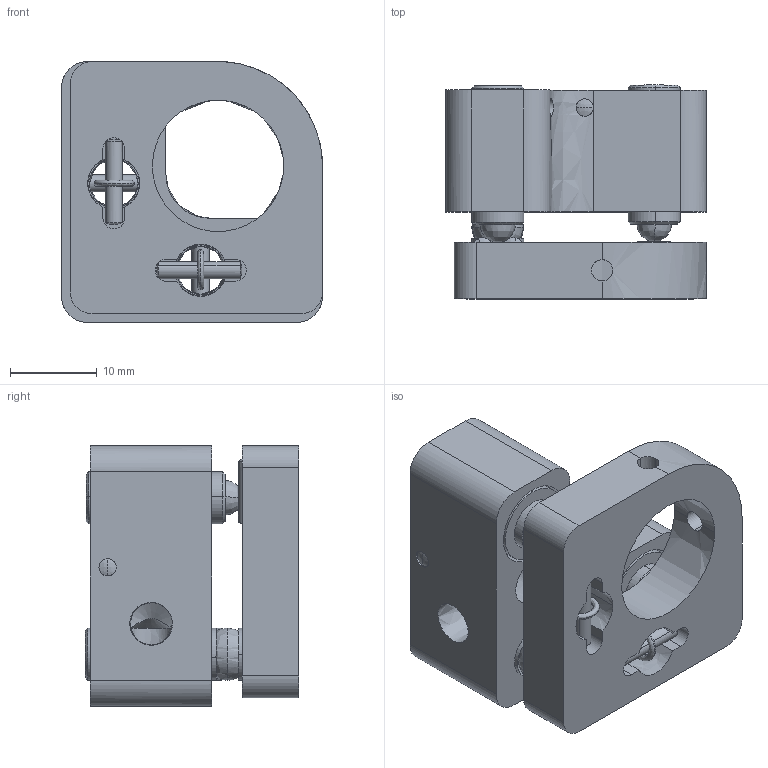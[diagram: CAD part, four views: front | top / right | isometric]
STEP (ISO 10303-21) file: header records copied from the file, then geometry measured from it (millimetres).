
FILE_DESCRIPTION(/* description */ (''),/* implementation_level */ '2;1');
FILE_NAME(/* name */ 'MMS-A',/* time_stamp */ '2024-08-07T12:27:57+03:00',/* author */ (''),/* organization */ (''),/* preprocessor_version */ 'ST-DEVELOPER v15',/* originating_system */ '',/* authorisation */ '');
FILE_SCHEMA (('AUTOMOTIVE_DESIGN'));
Length unit declared in the file: millimetre
Products named in the file (1): Document
Bounding box: 30 x 24.6 x 30 mm (x, y, z)
Volume: 10846.5 mm3; surface area: 9810 mm2
Topology: 20 solids, 20 shells, 297 faces, 751 edges, 455 vertices
Faces by surface type: bspline 205, plane 92
Entity records: 12122 total; most frequent: CARTESIAN_POINT 7849, ORIENTED_EDGE 1434, EDGE_CURVE 717, VERTEX_POINT 454, EDGE_LOOP 337, ADVANCED_FACE 297, FACE_OUTER_BOUND 297, B_SPLINE_CURVE_WITH_KNOTS 178
